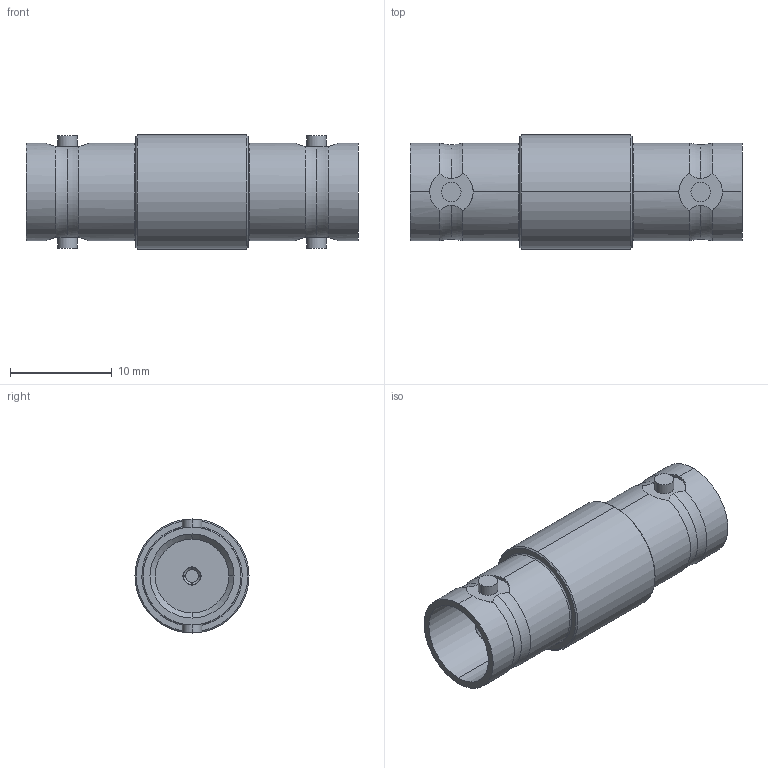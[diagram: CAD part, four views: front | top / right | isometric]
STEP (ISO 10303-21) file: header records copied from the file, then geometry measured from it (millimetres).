
FILE_DESCRIPTION (( 'STEP AP214' ), '1' );
FILE_NAME ('LCAD9802_3D.step', '2023-10-27T21:32:59', ( '' ), ( '' ), 'SwSTEP 2.0', 'SolidWorks 2022', '' );
FILE_SCHEMA (( 'AUTOMOTIVE_DESIGN' ));
Length unit declared in the file: inch
Products named in the file (1): LCAD9802_3D
Bounding box: 32.6 x 11.21 x 11.21 mm (x, y, z)
Volume: 1625.7 mm3; surface area: 1876.2 mm2
Topology: 1 solids, 1 shells, 128 faces, 326 edges, 210 vertices
Faces by surface type: cylinder 49, plane 48, cone 17, torus 10, bspline 4
Entity records: 4300 total; most frequent: CARTESIAN_POINT 1149, DIRECTION 668, ORIENTED_EDGE 652, EDGE_CURVE 326, AXIS2_PLACEMENT_3D 269, VERTEX_POINT 210, CIRCLE 144, EDGE_LOOP 138
